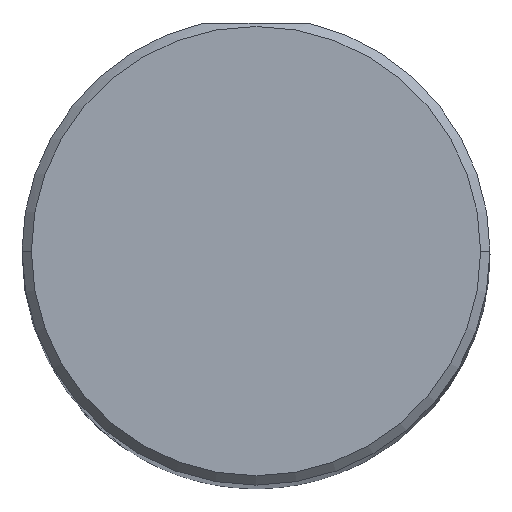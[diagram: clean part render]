
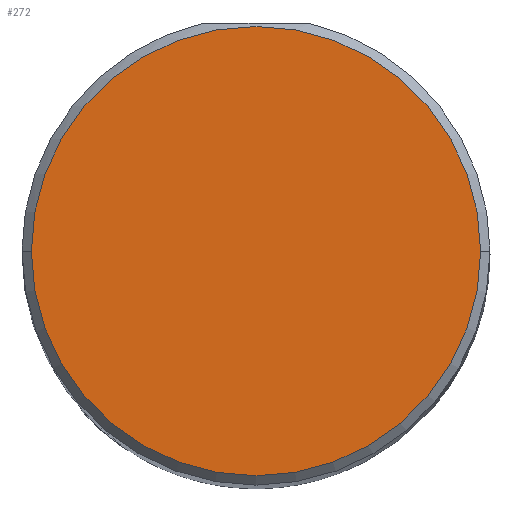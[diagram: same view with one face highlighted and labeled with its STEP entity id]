
A CAD part, top view. The second image highlights one B-rep face of the part: STEP entity #272.
In plain terms, the highlighted planar face has unit normal (0, 0, 1).
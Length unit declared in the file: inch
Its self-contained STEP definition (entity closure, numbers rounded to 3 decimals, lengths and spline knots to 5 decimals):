
#2 = EDGE_LOOP ( 'NONE', ( #706, #660 ) ) ;
#29 = CARTESIAN_POINT ( 'NONE',  ( 0., 0., 4. ) ) ;
#82 = CARTESIAN_POINT ( 'NONE',  ( -0.36, 0., 4. ) ) ;
#106 = DIRECTION ( 'NONE',  ( 1., 0., 0. ) ) ;
#135 = EDGE_CURVE ( 'NONE', #391, #458, #667, .T. ) ;
#152 = CARTESIAN_POINT ( 'NONE',  ( 0.36, 0., 4. ) ) ;
#172 = CIRCLE ( 'NONE', #266, 0.36 ) ;
#179 = DIRECTION ( 'NONE',  ( 1., 0., 0. ) ) ;
#198 = AXIS2_PLACEMENT_3D ( 'NONE', #379, #612, #106 ) ;
#266 = AXIS2_PLACEMENT_3D ( 'NONE', #29, #552, #179 ) ;
#272 = ADVANCED_FACE ( 'NONE', ( #465 ), #294, .T. ) ;
#294 = PLANE ( 'NONE',  #373 ) ;
#352 = DIRECTION ( 'NONE',  ( 0., 0., 1. ) ) ;
#373 = AXIS2_PLACEMENT_3D ( 'NONE', #626, #352, #559 ) ;
#379 = CARTESIAN_POINT ( 'NONE',  ( 0., 0., 4. ) ) ;
#391 = VERTEX_POINT ( 'NONE', #82 ) ;
#458 = VERTEX_POINT ( 'NONE', #152 ) ;
#465 = FACE_OUTER_BOUND ( 'NONE', #2, .T. ) ;
#552 = DIRECTION ( 'NONE',  ( 0., 0., 1. ) ) ;
#559 = DIRECTION ( 'NONE',  ( 1., 0., 0. ) ) ;
#612 = DIRECTION ( 'NONE',  ( 0., 0., 1. ) ) ;
#626 = CARTESIAN_POINT ( 'NONE',  ( 0., 0., 4. ) ) ;
#660 = ORIENTED_EDGE ( 'NONE', *, *, #684, .T. ) ;
#667 = CIRCLE ( 'NONE', #198, 0.36 ) ;
#684 = EDGE_CURVE ( 'NONE', #458, #391, #172, .T. ) ;
#706 = ORIENTED_EDGE ( 'NONE', *, *, #135, .T. ) ;
